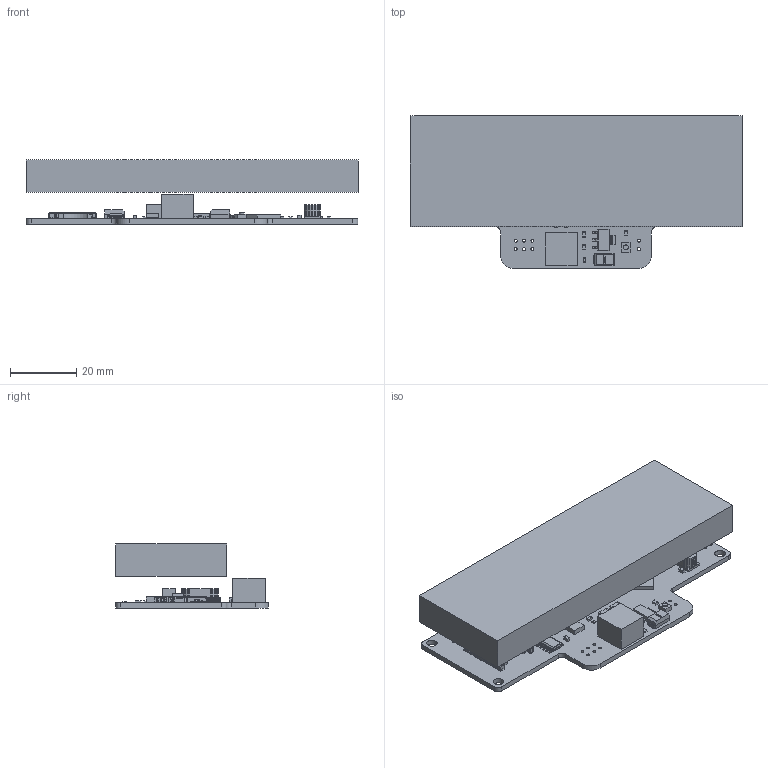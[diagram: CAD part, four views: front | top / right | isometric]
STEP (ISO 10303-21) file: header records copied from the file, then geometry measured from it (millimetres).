
FILE_DESCRIPTION(('Open CASCADE Model'),'2;1');
FILE_NAME('Open CASCADE Shape Model','2019-06-14T18:16:58',('Author'),( 'Open CASCADE'),'Open CASCADE STEP processor 6.8','Open CASCADE 6.8' ,'Unknown');
FILE_SCHEMA(('AUTOMOTIVE_DESIGN { 1 0 10303 214 1 1 1 1 }'));
Products named in the file (1): PCB
Bounding box: 100.58 x 46.25 x 19.39 mm (x, y, z)
Volume: 41159.8 mm3; surface area: 21103 mm2
Topology: 152 solids, 289 shells, 2157 faces, 5680 edges, 3970 vertices
Faces by surface type: plane 1725, cylinder 379, cone 45, sphere 6, extrusion 2
Full cylindrical faces by diameter (mm): 0.9 x59, 1.016 x4, 1.5 x1, 3 x1, 3.2 x4
Entity records: 68211 total; most frequent: CARTESIAN_POINT 12193, DIRECTION 10730, ORIENTED_EDGE 10642, EDGE_CURVE 5680, VECTOR 4808, LINE 4806, VERTEX_POINT 3970, AXIS2_PLACEMENT_3D 2961
